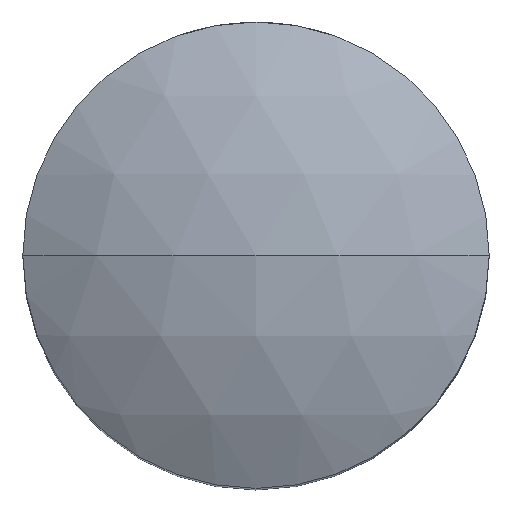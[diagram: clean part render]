
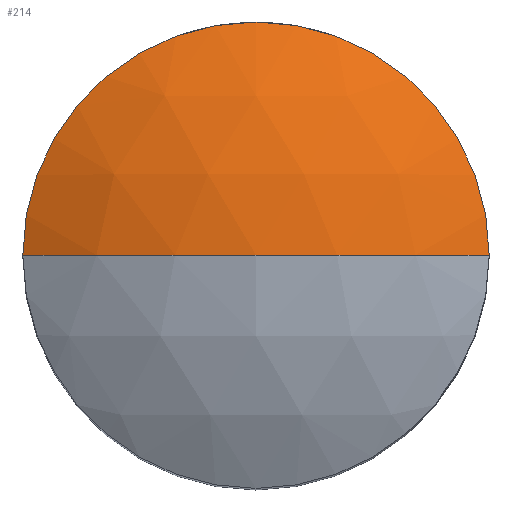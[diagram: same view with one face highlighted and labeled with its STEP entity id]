
A CAD part, top view. The second image highlights one B-rep face of the part: STEP entity #214.
In plain terms, the highlighted spherical face has radius 4 mm.
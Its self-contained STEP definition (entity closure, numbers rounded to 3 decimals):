
#62 = EDGE_CURVE ( 'NONE', #698, #808, #812, .T. ) ;
#79 = EDGE_CURVE ( 'NONE', #220, #808, #486, .T. ) ;
#81 = CARTESIAN_POINT ( 'NONE',  ( -2., 0., 4.464 ) ) ;
#191 = DIRECTION ( 'NONE',  ( 1., 0., 0. ) ) ;
#197 = CARTESIAN_POINT ( 'NONE',  ( 0., 0., 5. ) ) ;
#214 = ADVANCED_FACE ( 'NONE', ( #515 ), #663, .T. ) ;
#220 = VERTEX_POINT ( 'NONE', #81 ) ;
#234 = ORIENTED_EDGE ( 'NONE', *, *, #282, .F. ) ;
#282 = EDGE_CURVE ( 'NONE', #698, #220, #308, .T. ) ;
#308 = CIRCLE ( 'NONE', #463, 4. ) ;
#315 = DIRECTION ( 'NONE',  ( 0., -1., 0. ) ) ;
#457 = DIRECTION ( 'NONE',  ( -1., 0., 0. ) ) ;
#463 = AXIS2_PLACEMENT_3D ( 'NONE', #673, #315, #732 ) ;
#478 = DIRECTION ( 'NONE',  ( 0., 0., -1. ) ) ;
#482 = CARTESIAN_POINT ( 'NONE',  ( 0., 0., 4.464 ) ) ;
#486 = CIRCLE ( 'NONE', #650, 2. ) ;
#491 = DIRECTION ( 'NONE',  ( 0., -1., 0. ) ) ;
#508 = EDGE_LOOP ( 'NONE', ( #234, #664, #729 ) ) ;
#515 = FACE_OUTER_BOUND ( 'NONE', #508, .T. ) ;
#546 = AXIS2_PLACEMENT_3D ( 'NONE', #633, #491, #191 ) ;
#580 = CARTESIAN_POINT ( 'NONE',  ( 2., 0., 4.464 ) ) ;
#633 = CARTESIAN_POINT ( 'NONE',  ( 0., 0., 1. ) ) ;
#650 = AXIS2_PLACEMENT_3D ( 'NONE', #482, #478, #457 ) ;
#663 = SPHERICAL_SURFACE ( 'NONE', #546, 4. ) ;
#664 = ORIENTED_EDGE ( 'NONE', *, *, #62, .T. ) ;
#673 = CARTESIAN_POINT ( 'NONE',  ( 0., 0., 1. ) ) ;
#681 = DIRECTION ( 'NONE',  ( 0., 0., 1. ) ) ;
#683 = DIRECTION ( 'NONE',  ( 0., 1., 0. ) ) ;
#686 = CARTESIAN_POINT ( 'NONE',  ( 0., 0., 1. ) ) ;
#698 = VERTEX_POINT ( 'NONE', #197 ) ;
#729 = ORIENTED_EDGE ( 'NONE', *, *, #79, .F. ) ;
#732 = DIRECTION ( 'NONE',  ( 1., 0., 0. ) ) ;
#748 = AXIS2_PLACEMENT_3D ( 'NONE', #686, #683, #681 ) ;
#808 = VERTEX_POINT ( 'NONE', #580 ) ;
#812 = CIRCLE ( 'NONE', #748, 4. ) ;
